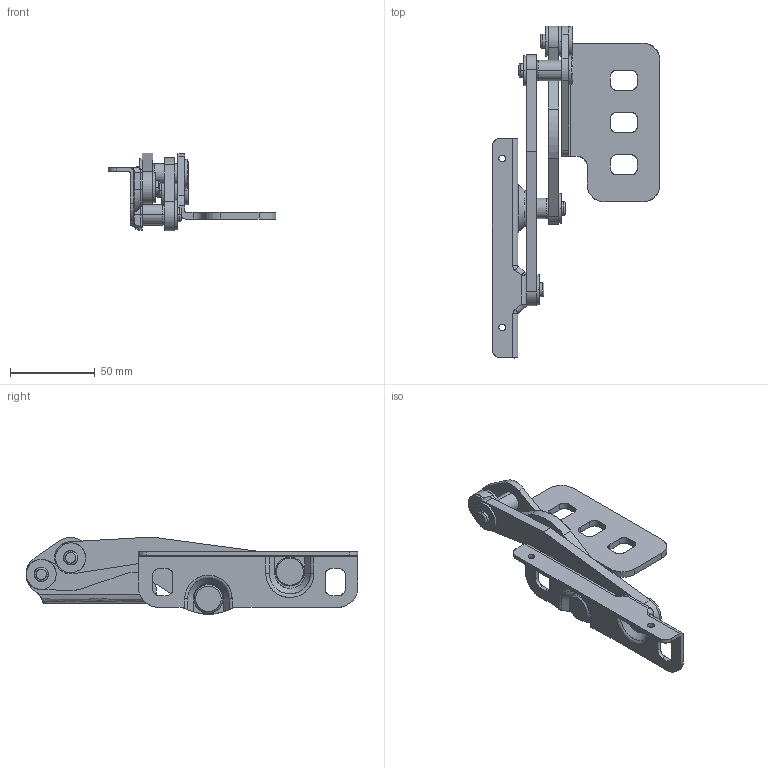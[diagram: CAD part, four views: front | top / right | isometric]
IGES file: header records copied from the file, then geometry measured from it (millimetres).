
Start section: SolidWorks IGES file using analytic representation for surfaces
Global section: file name: B-863-3-L.IGS,15; native system: HSolidWorks 2014; preprocessor: SolidWorks 2014; author: 1337yo; date: 190620.155417; units: millimetre
Bounding box: 99.3 x 196.44 x 46.11 mm (x, y, z)
Surface area: 46771.9 mm2 (no closed solid volume)
Topology: 0 solids, 0 shells, 266 faces, 4267 edges, 4266 vertices
Faces by surface type: revolution 138, bspline 128
